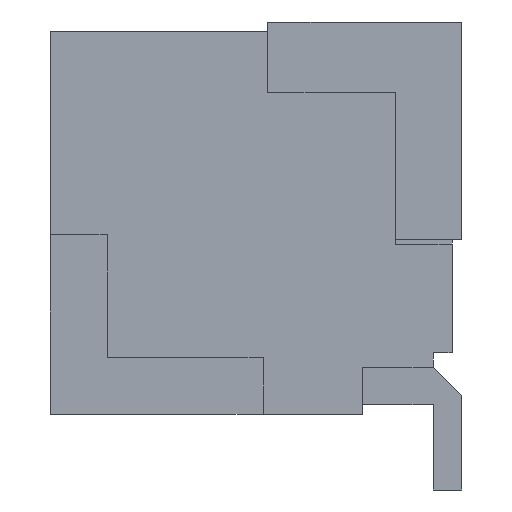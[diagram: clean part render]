
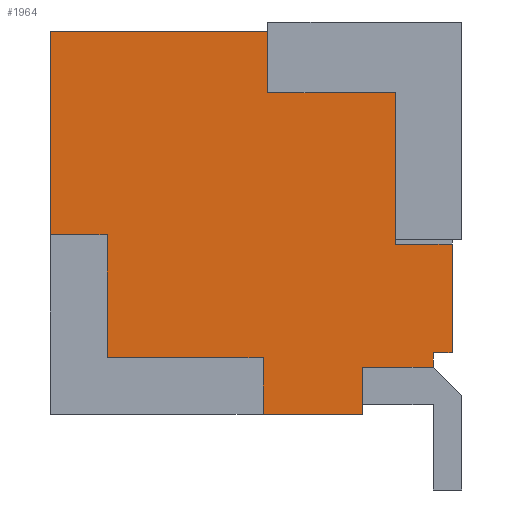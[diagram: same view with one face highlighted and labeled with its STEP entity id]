
A CAD part, left-side view. The second image highlights one B-rep face of the part: STEP entity #1964.
In plain terms, the highlighted planar face has unit normal (-1, 0, 0).
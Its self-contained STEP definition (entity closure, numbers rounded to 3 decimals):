
#59=FACE_OUTER_BOUND('',#159,.T.);
#159=EDGE_LOOP('',(#1449,#1450,#1451,#1452,#1453,#1454,#1455,#1456,#1457,
#1458,#1459,#1460,#1461,#1462,#1463,#1464));
#314=LINE('',#2790,#589);
#334=LINE('',#2829,#609);
#351=LINE('',#2863,#626);
#363=LINE('',#2889,#638);
#364=LINE('',#2891,#639);
#365=LINE('',#2893,#640);
#366=LINE('',#2894,#641);
#367=LINE('',#2896,#642);
#368=LINE('',#2898,#643);
#369=LINE('',#2900,#644);
#370=LINE('',#2902,#645);
#371=LINE('',#2904,#646);
#372=LINE('',#2906,#647);
#373=LINE('',#2908,#648);
#374=LINE('',#2910,#649);
#375=LINE('',#2911,#650);
#589=VECTOR('',#2271,0.5);
#609=VECTOR('',#2301,1.05);
#626=VECTOR('',#2326,0.75);
#638=VECTOR('',#2346,0.6);
#639=VECTOR('',#2347,1.3);
#640=VECTOR('',#2348,1.65);
#641=VECTOR('',#2349,0.6);
#642=VECTOR('',#2350,0.15);
#643=VECTOR('',#2351,0.2);
#644=VECTOR('',#2352,1.15);
#645=VECTOR('',#2353,0.6);
#646=VECTOR('',#2354,1.6);
#647=VECTOR('',#2355,1.35);
#648=VECTOR('',#2356,0.65);
#649=VECTOR('',#2357,2.3);
#650=VECTOR('',#2358,2.15);
#842=VERTEX_POINT('',#2787);
#843=VERTEX_POINT('',#2789);
#853=VERTEX_POINT('',#2818);
#870=VERTEX_POINT('',#2861);
#879=VERTEX_POINT('',#2887);
#880=VERTEX_POINT('',#2888);
#881=VERTEX_POINT('',#2890);
#882=VERTEX_POINT('',#2892);
#883=VERTEX_POINT('',#2895);
#884=VERTEX_POINT('',#2897);
#885=VERTEX_POINT('',#2899);
#886=VERTEX_POINT('',#2901);
#887=VERTEX_POINT('',#2903);
#888=VERTEX_POINT('',#2905);
#889=VERTEX_POINT('',#2907);
#890=VERTEX_POINT('',#2909);
#1044=EDGE_CURVE('',#843,#842,#314,.T.);
#1064=EDGE_CURVE('',#853,#843,#334,.T.);
#1081=EDGE_CURVE('',#842,#870,#351,.T.);
#1093=EDGE_CURVE('',#879,#880,#363,.T.);
#1094=EDGE_CURVE('',#880,#881,#364,.T.);
#1095=EDGE_CURVE('',#881,#882,#365,.T.);
#1096=EDGE_CURVE('',#882,#853,#366,.T.);
#1097=EDGE_CURVE('',#870,#883,#367,.T.);
#1098=EDGE_CURVE('',#883,#884,#368,.T.);
#1099=EDGE_CURVE('',#885,#884,#369,.T.);
#1100=EDGE_CURVE('',#885,#886,#370,.T.);
#1101=EDGE_CURVE('',#886,#887,#371,.T.);
#1102=EDGE_CURVE('',#887,#888,#372,.T.);
#1103=EDGE_CURVE('',#888,#889,#373,.T.);
#1104=EDGE_CURVE('',#890,#889,#374,.T.);
#1105=EDGE_CURVE('',#890,#879,#375,.T.);
#1449=ORIENTED_EDGE('',*,*,#1093,.T.);
#1450=ORIENTED_EDGE('',*,*,#1094,.T.);
#1451=ORIENTED_EDGE('',*,*,#1095,.T.);
#1452=ORIENTED_EDGE('',*,*,#1096,.T.);
#1453=ORIENTED_EDGE('',*,*,#1064,.T.);
#1454=ORIENTED_EDGE('',*,*,#1044,.T.);
#1455=ORIENTED_EDGE('',*,*,#1081,.T.);
#1456=ORIENTED_EDGE('',*,*,#1097,.T.);
#1457=ORIENTED_EDGE('',*,*,#1098,.T.);
#1458=ORIENTED_EDGE('',*,*,#1099,.F.);
#1459=ORIENTED_EDGE('',*,*,#1100,.T.);
#1460=ORIENTED_EDGE('',*,*,#1101,.T.);
#1461=ORIENTED_EDGE('',*,*,#1102,.T.);
#1462=ORIENTED_EDGE('',*,*,#1103,.T.);
#1463=ORIENTED_EDGE('',*,*,#1104,.F.);
#1464=ORIENTED_EDGE('',*,*,#1105,.T.);
#1816=PLANE('',#2065);
#1964=ADVANCED_FACE('',(#59),#1816,.F.);
#2065=AXIS2_PLACEMENT_3D('',#2886,#2344,#2345);
#2271=DIRECTION('',(0.,0.,1.));
#2301=DIRECTION('',(0.,-1.,0.));
#2326=DIRECTION('',(0.,-1.,0.));
#2344=DIRECTION('center_axis',(1.,0.,0.));
#2345=DIRECTION('ref_axis',(0.,0.,-1.));
#2346=DIRECTION('',(0.,-1.,0.));
#2347=DIRECTION('',(0.,0.,-1.));
#2348=DIRECTION('',(0.,-1.,0.));
#2349=DIRECTION('',(0.,0.,-1.));
#2350=DIRECTION('',(0.,0.,1.));
#2351=DIRECTION('',(0.,-1.,0.));
#2352=DIRECTION('',(0.,0.,-1.));
#2353=DIRECTION('',(0.,1.,0.));
#2354=DIRECTION('',(0.,0.,1.));
#2355=DIRECTION('',(0.,1.,0.));
#2356=DIRECTION('',(0.,0.,1.));
#2357=DIRECTION('',(0.,-1.,0.));
#2358=DIRECTION('',(0.,0.,-1.));
#2787=CARTESIAN_POINT('',(-7.,0.95,0.5));
#2789=CARTESIAN_POINT('',(-7.,0.95,0.));
#2790=CARTESIAN_POINT('',(-7.,0.95,0.));
#2818=CARTESIAN_POINT('',(-7.,2.,0.));
#2829=CARTESIAN_POINT('',(-7.,0.,0.));
#2861=CARTESIAN_POINT('',(-7.,0.2,0.5));
#2863=CARTESIAN_POINT('',(-7.,0.95,0.5));
#2886=CARTESIAN_POINT('Origin',(-7.,0.,4.05));
#2887=CARTESIAN_POINT('',(-7.,4.25,1.9));
#2888=CARTESIAN_POINT('',(-7.,3.65,1.9));
#2889=CARTESIAN_POINT('',(-7.,4.25,1.9));
#2890=CARTESIAN_POINT('',(-7.,3.65,0.6));
#2891=CARTESIAN_POINT('',(-7.,3.65,1.9));
#2892=CARTESIAN_POINT('',(-7.,2.,0.6));
#2893=CARTESIAN_POINT('',(-7.,3.65,0.6));
#2894=CARTESIAN_POINT('',(-7.,2.,0.6));
#2895=CARTESIAN_POINT('',(-7.,0.2,0.65));
#2896=CARTESIAN_POINT('',(-7.,0.2,0.5));
#2897=CARTESIAN_POINT('',(-7.,0.,0.65));
#2898=CARTESIAN_POINT('',(-7.,0.2,0.65));
#2899=CARTESIAN_POINT('',(-7.,0.,1.8));
#2900=CARTESIAN_POINT('',(-7.,0.,4.05));
#2901=CARTESIAN_POINT('',(-7.,0.6,1.8));
#2902=CARTESIAN_POINT('',(-7.,0.6,1.8));
#2903=CARTESIAN_POINT('',(-7.,0.6,3.4));
#2904=CARTESIAN_POINT('',(-7.,0.6,3.4));
#2905=CARTESIAN_POINT('',(-7.,1.95,3.4));
#2906=CARTESIAN_POINT('',(-7.,1.95,3.4));
#2907=CARTESIAN_POINT('',(-7.,1.95,4.05));
#2908=CARTESIAN_POINT('',(-7.,1.95,4.05));
#2909=CARTESIAN_POINT('',(-7.,4.25,4.05));
#2910=CARTESIAN_POINT('',(-7.,0.,4.05));
#2911=CARTESIAN_POINT('',(-7.,4.25,4.05));
